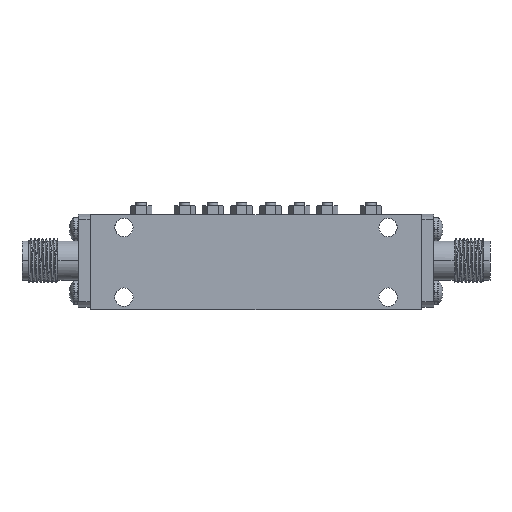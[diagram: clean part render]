
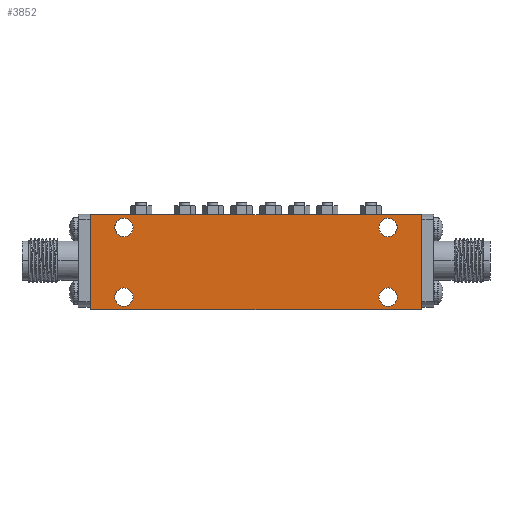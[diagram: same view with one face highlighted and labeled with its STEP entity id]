
A CAD part, front view. The second image highlights one B-rep face of the part: STEP entity #3852.
In plain terms, the highlighted planar face has unit normal (0, -1, 0).
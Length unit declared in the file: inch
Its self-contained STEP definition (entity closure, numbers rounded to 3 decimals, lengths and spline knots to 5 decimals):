
#62 = CARTESIAN_POINT ( 'NONE',  ( 0.70866, -0.14764, 0.17913 ) ) ;
#232 = CARTESIAN_POINT ( 'NONE',  ( 0.70866, -0.14764, 0.17913 ) ) ;
#1138 = EDGE_CURVE ( 'NONE', #3807, #7001, #10760, .T. ) ;
#1670 = DIRECTION ( 'NONE',  ( 1., 0., 0. ) ) ;
#1871 = DIRECTION ( 'NONE',  ( 1., 0., 0. ) ) ;
#2203 = CARTESIAN_POINT ( 'NONE',  ( -0.88583, -0.14764, 0.24803 ) ) ;
#2361 = DIRECTION ( 'NONE',  ( 1., 0., 0. ) ) ;
#2779 = VECTOR ( 'NONE', #13031, 39.37008 ) ;
#2964 = DIRECTION ( 'NONE',  ( 1., 0., 0. ) ) ;
#3074 = EDGE_CURVE ( 'NONE', #21164, #31923, #19649, .T. ) ;
#3111 = DIRECTION ( 'NONE',  ( 0., 0., 1. ) ) ;
#3125 = DIRECTION ( 'NONE',  ( 0., -1., 0. ) ) ;
#3220 = FACE_BOUND ( 'NONE', #29045, .T. ) ;
#3807 = VERTEX_POINT ( 'NONE', #35292 ) ;
#3852 = ADVANCED_FACE ( 'NONE', ( #27861, #3220, #26040, #4107, #18122 ), #23529, .T. ) ;
#3854 = EDGE_LOOP ( 'NONE', ( #30378, #14220 ) ) ;
#3984 = EDGE_CURVE ( 'NONE', #11730, #22236, #26994, .T. ) ;
#4107 = FACE_BOUND ( 'NONE', #19047, .T. ) ;
#4357 = CARTESIAN_POINT ( 'NONE',  ( -0.88583, -0.14764, -0.26378 ) ) ;
#4615 = ORIENTED_EDGE ( 'NONE', *, *, #22209, .F. ) ;
#5060 = CARTESIAN_POINT ( 'NONE',  ( 0.70866, -0.14764, -0.19488 ) ) ;
#5447 = CARTESIAN_POINT ( 'NONE',  ( 0.75787, -0.14764, -0.19488 ) ) ;
#5557 = VERTEX_POINT ( 'NONE', #34446 ) ;
#5847 = CIRCLE ( 'NONE', #17174, 0.04921 ) ;
#5992 = EDGE_CURVE ( 'NONE', #7001, #3807, #25988, .T. ) ;
#6210 = CARTESIAN_POINT ( 'NONE',  ( 0.65945, -0.14764, -0.19488 ) ) ;
#6267 = AXIS2_PLACEMENT_3D ( 'NONE', #7720, #15849, #23958 ) ;
#7001 = VERTEX_POINT ( 'NONE', #31599 ) ;
#7118 = ORIENTED_EDGE ( 'NONE', *, *, #3984, .F. ) ;
#7255 = EDGE_CURVE ( 'NONE', #25183, #34105, #34285, .T. ) ;
#7720 = CARTESIAN_POINT ( 'NONE',  ( -0.70866, -0.14764, 0.17913 ) ) ;
#7931 = ORIENTED_EDGE ( 'NONE', *, *, #5992, .F. ) ;
#9655 = DIRECTION ( 'NONE',  ( 0., -1., 0. ) ) ;
#9683 = AXIS2_PLACEMENT_3D ( 'NONE', #232, #3125, #2964 ) ;
#9996 = AXIS2_PLACEMENT_3D ( 'NONE', #34171, #9655, #2361 ) ;
#10177 = DIRECTION ( 'NONE',  ( 0., -1., 0. ) ) ;
#10194 = CARTESIAN_POINT ( 'NONE',  ( 0.88583, -0.14764, 0.24803 ) ) ;
#10629 = ORIENTED_EDGE ( 'NONE', *, *, #3074, .T. ) ;
#10680 = CARTESIAN_POINT ( 'NONE',  ( 0.88583, -0.14764, -0.26378 ) ) ;
#10760 = CIRCLE ( 'NONE', #27328, 0.04921 ) ;
#11052 = ORIENTED_EDGE ( 'NONE', *, *, #34417, .T. ) ;
#11730 = VERTEX_POINT ( 'NONE', #6210 ) ;
#12838 = EDGE_CURVE ( 'NONE', #5557, #20196, #5847, .T. ) ;
#13002 = LINE ( 'NONE', #10194, #14333 ) ;
#13031 = DIRECTION ( 'NONE',  ( 0., 0., -1. ) ) ;
#13631 = DIRECTION ( 'NONE',  ( 0., -1., 0. ) ) ;
#14220 = ORIENTED_EDGE ( 'NONE', *, *, #19187, .F. ) ;
#14333 = VECTOR ( 'NONE', #15104, 39.37008 ) ;
#15104 = DIRECTION ( 'NONE',  ( -1., 0., 0. ) ) ;
#15527 = CARTESIAN_POINT ( 'NONE',  ( 0.65945, -0.14764, 0.17913 ) ) ;
#15691 = CARTESIAN_POINT ( 'NONE',  ( -0.65945, -0.14764, 0.17913 ) ) ;
#15849 = DIRECTION ( 'NONE',  ( 0., -1., 0. ) ) ;
#16586 = CARTESIAN_POINT ( 'NONE',  ( 0.88583, -0.14764, 0.24803 ) ) ;
#17174 = AXIS2_PLACEMENT_3D ( 'NONE', #27092, #13631, #35007 ) ;
#17673 = AXIS2_PLACEMENT_3D ( 'NONE', #62, #22918, #28476 ) ;
#18058 = ORIENTED_EDGE ( 'NONE', *, *, #26282, .T. ) ;
#18122 = FACE_OUTER_BOUND ( 'NONE', #31975, .T. ) ;
#18349 = CARTESIAN_POINT ( 'NONE',  ( -0.70866, -0.14764, -0.19488 ) ) ;
#19047 = EDGE_LOOP ( 'NONE', ( #30898, #7931 ) ) ;
#19097 = CARTESIAN_POINT ( 'NONE',  ( -0.88583, -0.14764, -0.26378 ) ) ;
#19187 = EDGE_CURVE ( 'NONE', #20196, #5557, #21626, .T. ) ;
#19649 = LINE ( 'NONE', #30782, #20570 ) ;
#20103 = EDGE_CURVE ( 'NONE', #22236, #11730, #31798, .T. ) ;
#20196 = VERTEX_POINT ( 'NONE', #15691 ) ;
#20570 = VECTOR ( 'NONE', #3111, 39.37008 ) ;
#20738 = VERTEX_POINT ( 'NONE', #30971 ) ;
#21164 = VERTEX_POINT ( 'NONE', #10680 ) ;
#21626 = CIRCLE ( 'NONE', #6267, 0.04921 ) ;
#22209 = EDGE_CURVE ( 'NONE', #34105, #25183, #33655, .T. ) ;
#22236 = VERTEX_POINT ( 'NONE', #5447 ) ;
#22781 = DIRECTION ( 'NONE',  ( 0., -1., 0. ) ) ;
#22918 = DIRECTION ( 'NONE',  ( 0., -1., 0. ) ) ;
#23161 = CARTESIAN_POINT ( 'NONE',  ( 0., -0.14764, 0. ) ) ;
#23529 = PLANE ( 'NONE',  #34412 ) ;
#23594 = LINE ( 'NONE', #4357, #32342 ) ;
#23958 = DIRECTION ( 'NONE',  ( 1., 0., 0. ) ) ;
#24216 = ORIENTED_EDGE ( 'NONE', *, *, #25365, .T. ) ;
#25183 = VERTEX_POINT ( 'NONE', #15527 ) ;
#25365 = EDGE_CURVE ( 'NONE', #28932, #21164, #23594, .T. ) ;
#25988 = CIRCLE ( 'NONE', #9996, 0.04921 ) ;
#26040 = FACE_BOUND ( 'NONE', #3854, .T. ) ;
#26282 = EDGE_CURVE ( 'NONE', #20738, #28932, #31509, .T. ) ;
#26994 = CIRCLE ( 'NONE', #32713, 0.04921 ) ;
#27092 = CARTESIAN_POINT ( 'NONE',  ( -0.70866, -0.14764, 0.17913 ) ) ;
#27136 = DIRECTION ( 'NONE',  ( -1., 0., 0. ) ) ;
#27328 = AXIS2_PLACEMENT_3D ( 'NONE', #18349, #10177, #27136 ) ;
#27819 = AXIS2_PLACEMENT_3D ( 'NONE', #5060, #22781, #1871 ) ;
#27861 = FACE_BOUND ( 'NONE', #30368, .T. ) ;
#28476 = DIRECTION ( 'NONE',  ( -1., 0., 0. ) ) ;
#28631 = DIRECTION ( 'NONE',  ( 0., -1., 0. ) ) ;
#28773 = DIRECTION ( 'NONE',  ( 1., 0., 0. ) ) ;
#28932 = VERTEX_POINT ( 'NONE', #19097 ) ;
#29045 = EDGE_LOOP ( 'NONE', ( #34971, #4615 ) ) ;
#30368 = EDGE_LOOP ( 'NONE', ( #7118, #31215 ) ) ;
#30378 = ORIENTED_EDGE ( 'NONE', *, *, #12838, .F. ) ;
#30782 = CARTESIAN_POINT ( 'NONE',  ( 0.88583, -0.14764, -0.26378 ) ) ;
#30898 = ORIENTED_EDGE ( 'NONE', *, *, #1138, .F. ) ;
#30971 = CARTESIAN_POINT ( 'NONE',  ( -0.88583, -0.14764, 0.24803 ) ) ;
#30995 = CARTESIAN_POINT ( 'NONE',  ( 0.75787, -0.14764, 0.17913 ) ) ;
#31215 = ORIENTED_EDGE ( 'NONE', *, *, #20103, .F. ) ;
#31425 = DIRECTION ( 'NONE',  ( 0., -1., 0. ) ) ;
#31509 = LINE ( 'NONE', #2203, #2779 ) ;
#31599 = CARTESIAN_POINT ( 'NONE',  ( -0.65945, -0.14764, -0.19488 ) ) ;
#31648 = CARTESIAN_POINT ( 'NONE',  ( 0.70866, -0.14764, -0.19488 ) ) ;
#31798 = CIRCLE ( 'NONE', #27819, 0.04921 ) ;
#31923 = VERTEX_POINT ( 'NONE', #16586 ) ;
#31975 = EDGE_LOOP ( 'NONE', ( #10629, #11052, #18058, #24216 ) ) ;
#32342 = VECTOR ( 'NONE', #1670, 39.37008 ) ;
#32713 = AXIS2_PLACEMENT_3D ( 'NONE', #31648, #28631, #34513 ) ;
#33655 = CIRCLE ( 'NONE', #9683, 0.04921 ) ;
#34105 = VERTEX_POINT ( 'NONE', #30995 ) ;
#34171 = CARTESIAN_POINT ( 'NONE',  ( -0.70866, -0.14764, -0.19488 ) ) ;
#34285 = CIRCLE ( 'NONE', #17673, 0.04921 ) ;
#34412 = AXIS2_PLACEMENT_3D ( 'NONE', #23161, #31425, #28773 ) ;
#34417 = EDGE_CURVE ( 'NONE', #31923, #20738, #13002, .T. ) ;
#34446 = CARTESIAN_POINT ( 'NONE',  ( -0.75787, -0.14764, 0.17913 ) ) ;
#34513 = DIRECTION ( 'NONE',  ( -1., 0., 0. ) ) ;
#34971 = ORIENTED_EDGE ( 'NONE', *, *, #7255, .F. ) ;
#35007 = DIRECTION ( 'NONE',  ( -1., 0., 0. ) ) ;
#35292 = CARTESIAN_POINT ( 'NONE',  ( -0.75787, -0.14764, -0.19488 ) ) ;
